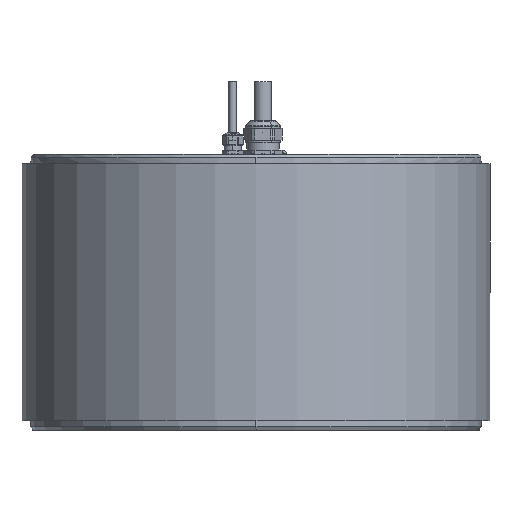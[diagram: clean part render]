
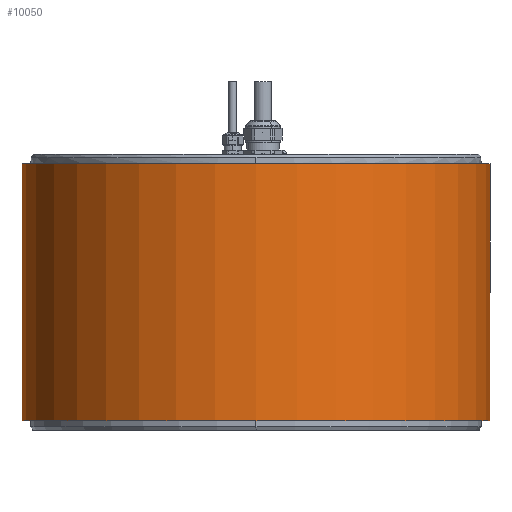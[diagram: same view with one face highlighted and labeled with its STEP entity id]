
A CAD part, front view. The second image highlights one B-rep face of the part: STEP entity #10050.
In plain terms, the highlighted cylindrical face has radius 161 mm (diameter 322 mm), a partial arc.
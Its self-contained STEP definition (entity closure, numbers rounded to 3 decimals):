
#1737=CARTESIAN_POINT('',(0.,0.,-6.6));
#1738=DIRECTION('',(0.,0.,1.));
#1739=DIRECTION('',(-0.183,0.983,0.));
#1740=AXIS2_PLACEMENT_3D('',#1737,#1738,#1739);
#1742=DIRECTION('',(0.,0.,1.));
#1743=VECTOR('',#1742,176.8);
#1744=CARTESIAN_POINT('',(29.5,158.274,-183.4));
#1745=LINE('',#1744,#1743);
#1746=CARTESIAN_POINT('',(0.,0.,-183.4));
#1747=DIRECTION('',(0.,0.,-1.));
#1748=DIRECTION('',(0.183,0.983,0.));
#1749=AXIS2_PLACEMENT_3D('',#1746,#1747,#1748);
#1751=DIRECTION('',(0.,0.,1.));
#1752=VECTOR('',#1751,176.8);
#1753=CARTESIAN_POINT('',(-29.5,158.274,-183.4));
#1754=LINE('',#1753,#1752);
#6679=CARTESIAN_POINT('',(-29.5,158.274,-183.4));
#6680=CARTESIAN_POINT('',(29.5,158.274,-183.4));
#6681=VERTEX_POINT('',#6679);
#6682=VERTEX_POINT('',#6680);
#6683=CARTESIAN_POINT('',(-29.5,158.274,-6.6));
#6684=CARTESIAN_POINT('',(29.5,158.274,-6.6));
#6685=VERTEX_POINT('',#6683);
#6686=VERTEX_POINT('',#6684);
#10038=CARTESIAN_POINT('',(0.,0.,2.24));
#10039=DIRECTION('',(0.,0.,-1.));
#10040=DIRECTION('',(1.,0.,0.));
#10041=AXIS2_PLACEMENT_3D('',#10038,#10039,#10040);
#10042=CYLINDRICAL_SURFACE('',#10041,161.);
#10044=ORIENTED_EDGE('',*,*,#10043,.T.);
#10045=ORIENTED_EDGE('',*,*,#10003,.F.);
#10046=ORIENTED_EDGE('',*,*,#10027,.T.);
#10047=ORIENTED_EDGE('',*,*,#10007,.T.);
#10048=EDGE_LOOP('',(#10044,#10045,#10046,#10047));
#10049=FACE_OUTER_BOUND('',#10048,.F.);
#10050=ADVANCED_FACE('',(#10049),#10042,.T.);
#1741=CIRCLE('',#1740,161.);
#1750=CIRCLE('',#1749,161.);
#10003=EDGE_CURVE('',#6682,#6686,#1745,.T.);
#10007=EDGE_CURVE('',#6681,#6685,#1754,.T.);
#10027=EDGE_CURVE('',#6682,#6681,#1750,.T.);
#10043=EDGE_CURVE('',#6685,#6686,#1741,.T.);
